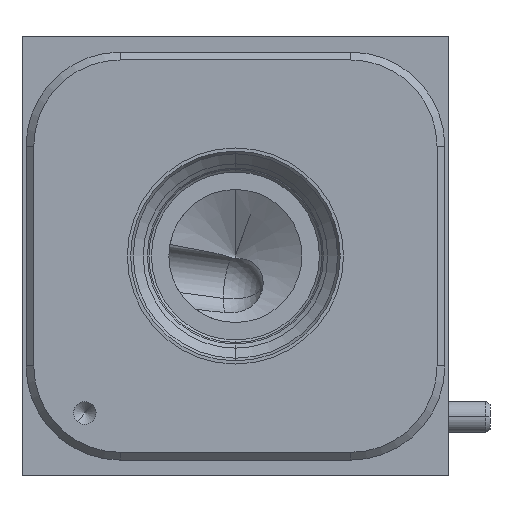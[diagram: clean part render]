
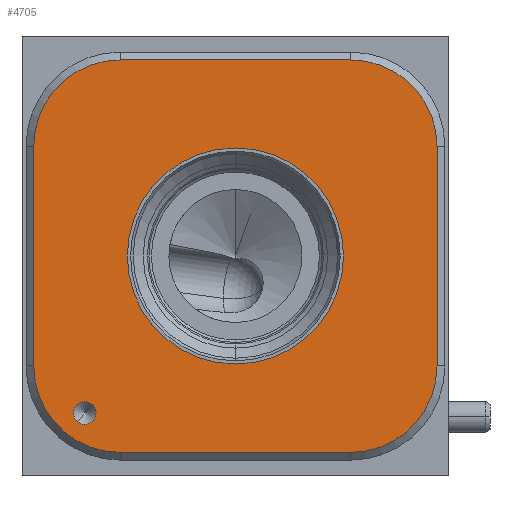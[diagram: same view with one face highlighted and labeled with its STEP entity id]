
A CAD part, left-side view. The second image highlights one B-rep face of the part: STEP entity #4705.
In plain terms, the highlighted planar face has unit normal (-1, 0, 0).
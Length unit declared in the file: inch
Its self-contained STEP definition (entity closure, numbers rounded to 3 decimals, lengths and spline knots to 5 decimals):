
#1802=CARTESIAN_POINT('',(0.,-0.85,0.875));
#1803=DIRECTION('',(1.,0.,0.));
#1804=DIRECTION('',(0.,0.,-1.));
#1805=AXIS2_PLACEMENT_3D('',#1802,#1803,#1804);
#1807=CARTESIAN_POINT('',(0.,-0.85,0.875));
#1808=DIRECTION('',(1.,0.,0.));
#1809=DIRECTION('',(0.,0.,1.));
#1810=AXIS2_PLACEMENT_3D('',#1807,#1808,#1809);
#1812=CARTESIAN_POINT('',(0.,-0.25,0.25));
#1813=DIRECTION('',(1.,0.,0.));
#1814=DIRECTION('',(0.,0.643,-0.766));
#1815=AXIS2_PLACEMENT_3D('',#1812,#1813,#1814);
#1817=CARTESIAN_POINT('',(0.,-0.25,0.25));
#1818=DIRECTION('',(1.,0.,0.));
#1819=DIRECTION('',(0.,-0.643,0.766));
#1820=AXIS2_PLACEMENT_3D('',#1817,#1818,#1819);
#1822=CARTESIAN_POINT('',(0.,-1.309,0.437));
#1823=DIRECTION('',(1.,0.,0.));
#1824=DIRECTION('',(0.,-1.,0.));
#1825=AXIS2_PLACEMENT_3D('',#1822,#1823,#1824);
#1836=DIRECTION('',(0.,0.,-1.));
#1837=VECTOR('',#1836,0.875);
#1838=CARTESIAN_POINT('',(0.,-1.653,1.312));
#1839=LINE('',#1838,#1837);
#1848=CARTESIAN_POINT('',(0.,-1.309,1.312));
#1849=DIRECTION('',(1.,0.,0.));
#1850=DIRECTION('',(0.,0.,1.));
#1851=AXIS2_PLACEMENT_3D('',#1848,#1849,#1850);
#1862=DIRECTION('',(0.,-1.,0.));
#1863=VECTOR('',#1862,0.918);
#1864=CARTESIAN_POINT('',(0.,-0.391,1.656));
#1865=LINE('',#1864,#1863);
#1874=CARTESIAN_POINT('',(0.,-0.391,1.312));
#1875=DIRECTION('',(1.,0.,0.));
#1876=DIRECTION('',(0.,1.,0.));
#1877=AXIS2_PLACEMENT_3D('',#1874,#1875,#1876);
#1888=DIRECTION('',(0.,0.,1.));
#1889=VECTOR('',#1888,0.875);
#1890=CARTESIAN_POINT('',(0.,-0.047,0.437));
#1891=LINE('',#1890,#1889);
#1896=CARTESIAN_POINT('',(0.,-0.391,0.437));
#1897=DIRECTION('',(1.,0.,0.));
#1898=DIRECTION('',(0.,0.,-1.));
#1899=AXIS2_PLACEMENT_3D('',#1896,#1897,#1898);
#1914=DIRECTION('',(0.,1.,0.));
#1915=VECTOR('',#1914,0.918);
#1916=CARTESIAN_POINT('',(0.,-1.309,0.093));
#1917=LINE('',#1916,#1915);
#2975=CARTESIAN_POINT('',(0.,-0.047,0.437));
#2976=CARTESIAN_POINT('',(0.,-0.047,1.312));
#2977=VERTEX_POINT('',#2975);
#2978=VERTEX_POINT('',#2976);
#2983=CARTESIAN_POINT('',(0.,-0.391,1.656));
#2984=VERTEX_POINT('',#2983);
#2987=CARTESIAN_POINT('',(0.,-1.309,1.656));
#2988=VERTEX_POINT('',#2987);
#2991=CARTESIAN_POINT('',(0.,-1.653,1.312));
#2992=VERTEX_POINT('',#2991);
#2995=CARTESIAN_POINT('',(0.,-1.653,0.437));
#2996=VERTEX_POINT('',#2995);
#2999=CARTESIAN_POINT('',(0.,-1.309,0.093));
#3000=VERTEX_POINT('',#2999);
#3003=CARTESIAN_POINT('',(0.,-0.391,0.093));
#3004=VERTEX_POINT('',#3003);
#3047=CARTESIAN_POINT('',(0.,-0.85,0.4445));
#3048=CARTESIAN_POINT('',(0.,-0.85,1.3055));
#3049=VERTEX_POINT('',#3047);
#3050=VERTEX_POINT('',#3048);
#3072=CARTESIAN_POINT('',(0.,-0.22107,0.21553));
#3073=CARTESIAN_POINT('',(0.,-0.27893,0.28447));
#3074=VERTEX_POINT('',#3072);
#3075=VERTEX_POINT('',#3073);
#4671=CARTESIAN_POINT('',(0.,0.,0.));
#4672=DIRECTION('',(-1.,0.,0.));
#4673=DIRECTION('',(0.,-1.,0.));
#4674=AXIS2_PLACEMENT_3D('',#4671,#4672,#4673);
#4675=PLANE('',#4674);
#4677=ORIENTED_EDGE('',*,*,#4676,.T.);
#4679=ORIENTED_EDGE('',*,*,#4678,.T.);
#4681=ORIENTED_EDGE('',*,*,#4680,.T.);
#4683=ORIENTED_EDGE('',*,*,#4682,.T.);
#4685=ORIENTED_EDGE('',*,*,#4684,.T.);
#4687=ORIENTED_EDGE('',*,*,#4686,.T.);
#4689=ORIENTED_EDGE('',*,*,#4688,.T.);
#4691=ORIENTED_EDGE('',*,*,#4690,.T.);
#4692=EDGE_LOOP('',(#4677,#4679,#4681,#4683,#4685,#4687,#4689,#4691));
#4693=FACE_OUTER_BOUND('',#4692,.F.);
#4695=ORIENTED_EDGE('',*,*,#4694,.F.);
#4696=ORIENTED_EDGE('',*,*,#4661,.F.);
#4697=EDGE_LOOP('',(#4695,#4696));
#4698=FACE_BOUND('',#4697,.F.);
#4700=ORIENTED_EDGE('',*,*,#4699,.F.);
#4702=ORIENTED_EDGE('',*,*,#4701,.F.);
#4703=EDGE_LOOP('',(#4700,#4702));
#4704=FACE_BOUND('',#4703,.F.);
#4705=ADVANCED_FACE('',(#4693,#4698,#4704),#4675,.T.);
#1806=CIRCLE('',#1805,0.4305);
#1811=CIRCLE('',#1810,0.4305);
#1816=CIRCLE('',#1815,0.045);
#1821=CIRCLE('',#1820,0.045);
#1826=CIRCLE('',#1825,0.344);
#1852=CIRCLE('',#1851,0.344);
#1878=CIRCLE('',#1877,0.344);
#1900=CIRCLE('',#1899,0.344);
#4661=EDGE_CURVE('',#3050,#3049,#1811,.T.);
#4676=EDGE_CURVE('',#2996,#3000,#1826,.T.);
#4678=EDGE_CURVE('',#3000,#3004,#1917,.T.);
#4680=EDGE_CURVE('',#3004,#2977,#1900,.T.);
#4682=EDGE_CURVE('',#2977,#2978,#1891,.T.);
#4684=EDGE_CURVE('',#2978,#2984,#1878,.T.);
#4686=EDGE_CURVE('',#2984,#2988,#1865,.T.);
#4688=EDGE_CURVE('',#2988,#2992,#1852,.T.);
#4690=EDGE_CURVE('',#2992,#2996,#1839,.T.);
#4694=EDGE_CURVE('',#3049,#3050,#1806,.T.);
#4699=EDGE_CURVE('',#3074,#3075,#1816,.T.);
#4701=EDGE_CURVE('',#3075,#3074,#1821,.T.);
